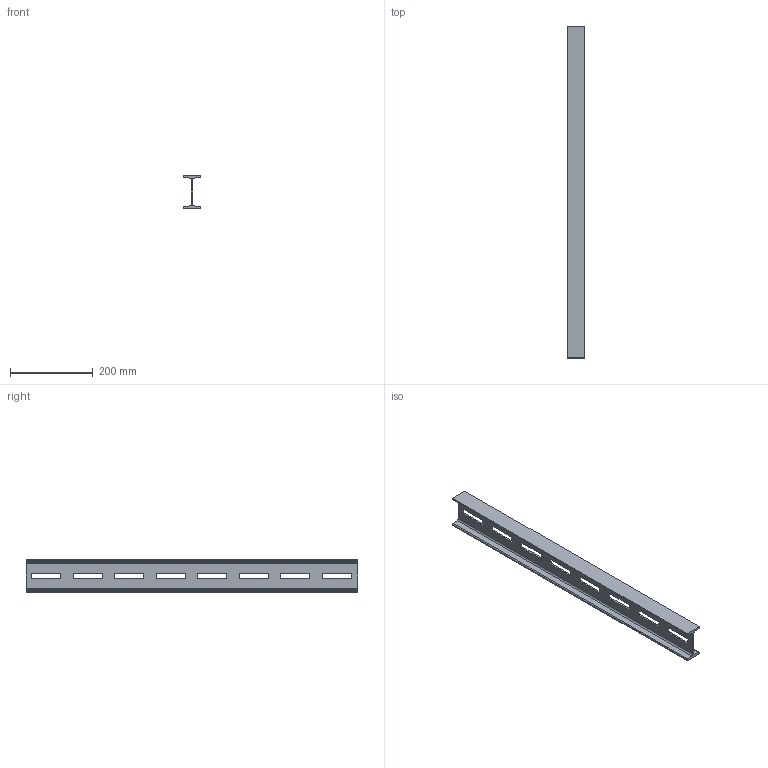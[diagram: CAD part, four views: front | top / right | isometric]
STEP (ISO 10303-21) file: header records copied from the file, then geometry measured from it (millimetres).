
FILE_DESCRIPTION((''),'2;1');
FILE_NAME('6337090','2012-07-18T',('AndreasKeweloh'),(''),'PRO/ENGINEER BY PARAMETRIC TECHNOLOGY CORPORATION, 2012130','PRO/ENGINEER BY PARAMETRIC TECHNOLOGY CORPORATION, 2012130','');
FILE_SCHEMA(('CONFIG_CONTROL_DESIGN'));
Length unit declared in the file: millimetre
Products named in the file (1): 6337090
Bounding box: 42 x 800 x 80 mm (x, y, z)
Volume: 565591.8 mm3; surface area: 233144.9 mm2
Topology: 1 solids, 1 shells, 54 faces, 156 edges, 104 vertices
Faces by surface type: plane 46, cylinder 8
Entity records: 1826 total; most frequent: CARTESIAN_POINT 314, ORIENTED_EDGE 312, DIRECTION 280, EDGE_CURVE 156, VECTOR 140, LINE 140, VERTEX_POINT 104, AXIS2_PLACEMENT_3D 70
